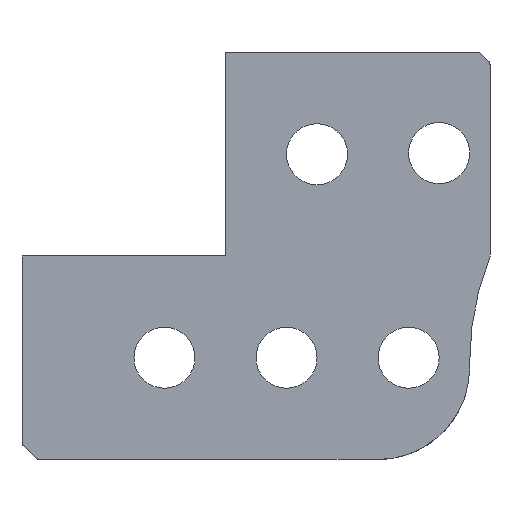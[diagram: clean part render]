
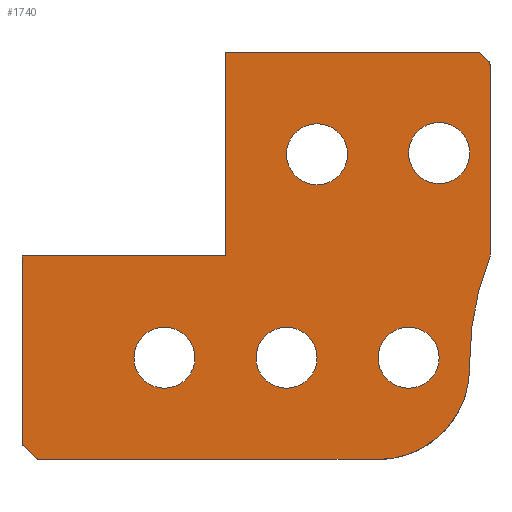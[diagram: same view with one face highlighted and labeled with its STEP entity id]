
A CAD part, left-side view. The second image highlights one B-rep face of the part: STEP entity #1740.
In plain terms, the highlighted planar face has unit normal (-1, 0, 0).
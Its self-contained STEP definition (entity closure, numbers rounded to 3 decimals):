
#138=FACE_BOUND('',#435,.T.);
#139=FACE_BOUND('',#436,.T.);
#140=FACE_BOUND('',#437,.T.);
#141=FACE_BOUND('',#438,.T.);
#142=FACE_BOUND('',#439,.T.);
#209=CIRCLE('',#1892,0.5);
#221=CIRCLE('',#1913,0.5);
#222=CIRCLE('',#1926,9.);
#223=CIRCLE('',#1927,28.5);
#224=CIRCLE('',#1928,0.5);
#225=CIRCLE('',#1929,0.5);
#226=CIRCLE('',#1930,3.);
#227=CIRCLE('',#1931,3.);
#228=CIRCLE('',#1932,3.);
#229=CIRCLE('',#1933,3.);
#230=CIRCLE('',#1934,3.);
#293=FACE_OUTER_BOUND('',#434,.T.);
#434=EDGE_LOOP('',(#1510,#1511,#1512,#1513,#1514,#1515,#1516,#1517,#1518,
#1519,#1520,#1521,#1522,#1523,#1524));
#435=EDGE_LOOP('',(#1525));
#436=EDGE_LOOP('',(#1526));
#437=EDGE_LOOP('',(#1527));
#438=EDGE_LOOP('',(#1528));
#439=EDGE_LOOP('',(#1529));
#558=LINE('',#2834,#700);
#561=LINE('',#2843,#703);
#571=LINE('',#2874,#713);
#572=LINE('',#2876,#714);
#576=LINE('',#2887,#718);
#577=LINE('',#2891,#719);
#578=LINE('',#2895,#720);
#579=LINE('',#2899,#721);
#580=LINE('',#2900,#722);
#700=VECTOR('',#2315,10.);
#703=VECTOR('',#2322,10.);
#713=VECTOR('',#2354,10.);
#714=VECTOR('',#2357,10.);
#718=VECTOR('',#2371,10.);
#719=VECTOR('',#2374,10.);
#720=VECTOR('',#2377,10.);
#721=VECTOR('',#2380,10.);
#722=VECTOR('',#2381,10.);
#851=VERTEX_POINT('',#2790);
#852=VERTEX_POINT('',#2792);
#866=VERTEX_POINT('',#2832);
#869=VERTEX_POINT('',#2840);
#870=VERTEX_POINT('',#2842);
#874=VERTEX_POINT('',#2851);
#875=VERTEX_POINT('',#2853);
#881=VERTEX_POINT('',#2884);
#882=VERTEX_POINT('',#2886);
#883=VERTEX_POINT('',#2888);
#884=VERTEX_POINT('',#2890);
#885=VERTEX_POINT('',#2892);
#886=VERTEX_POINT('',#2894);
#887=VERTEX_POINT('',#2896);
#888=VERTEX_POINT('',#2898);
#889=VERTEX_POINT('',#2901);
#890=VERTEX_POINT('',#2903);
#891=VERTEX_POINT('',#2905);
#892=VERTEX_POINT('',#2907);
#893=VERTEX_POINT('',#2909);
#1055=EDGE_CURVE('',#851,#852,#209,.T.);
#1076=EDGE_CURVE('',#866,#851,#558,.T.);
#1080=EDGE_CURVE('',#870,#869,#561,.T.);
#1085=EDGE_CURVE('',#874,#875,#221,.T.);
#1096=EDGE_CURVE('',#869,#875,#571,.T.);
#1097=EDGE_CURVE('',#852,#874,#572,.T.);
#1101=EDGE_CURVE('',#881,#866,#222,.T.);
#1102=EDGE_CURVE('',#881,#882,#576,.T.);
#1103=EDGE_CURVE('',#883,#882,#223,.T.);
#1104=EDGE_CURVE('',#884,#883,#577,.T.);
#1105=EDGE_CURVE('',#885,#884,#224,.T.);
#1106=EDGE_CURVE('',#886,#885,#578,.T.);
#1107=EDGE_CURVE('',#887,#886,#225,.T.);
#1108=EDGE_CURVE('',#887,#888,#579,.T.);
#1109=EDGE_CURVE('',#888,#870,#580,.T.);
#1110=EDGE_CURVE('',#889,#889,#226,.T.);
#1111=EDGE_CURVE('',#890,#890,#227,.T.);
#1112=EDGE_CURVE('',#891,#891,#228,.T.);
#1113=EDGE_CURVE('',#892,#892,#229,.T.);
#1114=EDGE_CURVE('',#893,#893,#230,.T.);
#1510=ORIENTED_EDGE('',*,*,#1055,.F.);
#1511=ORIENTED_EDGE('',*,*,#1076,.F.);
#1512=ORIENTED_EDGE('',*,*,#1101,.F.);
#1513=ORIENTED_EDGE('',*,*,#1102,.T.);
#1514=ORIENTED_EDGE('',*,*,#1103,.F.);
#1515=ORIENTED_EDGE('',*,*,#1104,.F.);
#1516=ORIENTED_EDGE('',*,*,#1105,.F.);
#1517=ORIENTED_EDGE('',*,*,#1106,.F.);
#1518=ORIENTED_EDGE('',*,*,#1107,.F.);
#1519=ORIENTED_EDGE('',*,*,#1108,.T.);
#1520=ORIENTED_EDGE('',*,*,#1109,.T.);
#1521=ORIENTED_EDGE('',*,*,#1080,.T.);
#1522=ORIENTED_EDGE('',*,*,#1096,.T.);
#1523=ORIENTED_EDGE('',*,*,#1085,.F.);
#1524=ORIENTED_EDGE('',*,*,#1097,.F.);
#1525=ORIENTED_EDGE('',*,*,#1110,.F.);
#1526=ORIENTED_EDGE('',*,*,#1111,.F.);
#1527=ORIENTED_EDGE('',*,*,#1112,.F.);
#1528=ORIENTED_EDGE('',*,*,#1113,.F.);
#1529=ORIENTED_EDGE('',*,*,#1114,.F.);
#1673=PLANE('',#1925);
#1740=ADVANCED_FACE('',(#293,#138,#139,#140,#141,#142),#1673,.F.);
#1892=AXIS2_PLACEMENT_3D('',#2793,#2272,#2273);
#1913=AXIS2_PLACEMENT_3D('',#2854,#2331,#2332);
#1925=AXIS2_PLACEMENT_3D('',#2883,#2367,#2368);
#1926=AXIS2_PLACEMENT_3D('',#2885,#2369,#2370);
#1927=AXIS2_PLACEMENT_3D('',#2889,#2372,#2373);
#1928=AXIS2_PLACEMENT_3D('',#2893,#2375,#2376);
#1929=AXIS2_PLACEMENT_3D('',#2897,#2378,#2379);
#1930=AXIS2_PLACEMENT_3D('',#2902,#2382,#2383);
#1931=AXIS2_PLACEMENT_3D('',#2904,#2384,#2385);
#1932=AXIS2_PLACEMENT_3D('',#2906,#2386,#2387);
#1933=AXIS2_PLACEMENT_3D('',#2908,#2388,#2389);
#1934=AXIS2_PLACEMENT_3D('',#2910,#2390,#2391);
#2272=DIRECTION('center_axis',(1.,0.,0.));
#2273=DIRECTION('ref_axis',(0.,0.383,-0.924));
#2315=DIRECTION('',(0.,1.,0.));
#2322=DIRECTION('',(0.,1.,0.));
#2331=DIRECTION('center_axis',(1.,0.,0.));
#2332=DIRECTION('ref_axis',(0.,0.924,-0.383));
#2354=DIRECTION('',(0.,0.,-1.));
#2357=DIRECTION('',(0.,0.707,0.707));
#2367=DIRECTION('center_axis',(1.,0.,0.));
#2368=DIRECTION('ref_axis',(0.,1.,0.));
#2369=DIRECTION('center_axis',(1.,0.,0.));
#2370=DIRECTION('ref_axis',(0.,-0.707,-0.707));
#2371=DIRECTION('',(0.,0.,1.));
#2372=DIRECTION('center_axis',(-1.,0.,0.));
#2373=DIRECTION('ref_axis',(0.,0.93,0.368));
#2374=DIRECTION('',(0.,0.,-1.));
#2375=DIRECTION('center_axis',(1.,0.,0.));
#2376=DIRECTION('ref_axis',(0.,-0.924,0.383));
#2377=DIRECTION('',(0.,-0.707,-0.707));
#2378=DIRECTION('center_axis',(1.,0.,0.));
#2379=DIRECTION('ref_axis',(0.,-0.383,0.924));
#2380=DIRECTION('',(0.,1.,0.));
#2381=DIRECTION('',(0.,0.,-1.));
#2382=DIRECTION('center_axis',(-1.,0.,0.));
#2383=DIRECTION('ref_axis',(0.,1.,0.));
#2384=DIRECTION('center_axis',(-1.,0.,0.));
#2385=DIRECTION('ref_axis',(0.,1.,0.));
#2386=DIRECTION('center_axis',(-1.,0.,0.));
#2387=DIRECTION('ref_axis',(0.,1.,0.));
#2388=DIRECTION('center_axis',(-1.,0.,0.));
#2389=DIRECTION('ref_axis',(0.,1.,0.));
#2390=DIRECTION('center_axis',(-1.,0.,0.));
#2391=DIRECTION('ref_axis',(0.,1.,0.));
#2790=CARTESIAN_POINT('',(0.,22.293,-20.));
#2792=CARTESIAN_POINT('',(0.,22.646,-19.854));
#2793=CARTESIAN_POINT('Origin',(0.,22.293,-19.5));
#2832=CARTESIAN_POINT('',(0.,-11.,-20.));
#2834=CARTESIAN_POINT('',(0.,-22.,-20.));
#2840=CARTESIAN_POINT('',(0.,24.,0.));
#2842=CARTESIAN_POINT('',(0.,4.,0.));
#2843=CARTESIAN_POINT('',(0.,20.,0.));
#2851=CARTESIAN_POINT('',(0.,23.854,-18.646));
#2853=CARTESIAN_POINT('',(0.,24.,-18.293));
#2854=CARTESIAN_POINT('Origin',(0.,23.5,-18.293));
#2874=CARTESIAN_POINT('',(0.,24.,-4.));
#2876=CARTESIAN_POINT('',(0.,22.,-20.5));
#2883=CARTESIAN_POINT('Origin',(0.,-1.,0.));
#2884=CARTESIAN_POINT('',(0.,-20.,-11.));
#2885=CARTESIAN_POINT('Origin',(0.,-11.,-11.));
#2886=CARTESIAN_POINT('',(0.,-20.,-10.488));
#2887=CARTESIAN_POINT('',(0.,-20.,0.));
#2888=CARTESIAN_POINT('',(0.,-22.,0.));
#2889=CARTESIAN_POINT('Origin',(0.,-48.5,-10.488));
#2890=CARTESIAN_POINT('',(0.,-22.,18.793));
#2891=CARTESIAN_POINT('',(0.,-22.,20.));
#2892=CARTESIAN_POINT('',(0.,-21.854,19.146));
#2893=CARTESIAN_POINT('Origin',(0.,-21.5,18.793));
#2894=CARTESIAN_POINT('',(0.,-21.146,19.854));
#2895=CARTESIAN_POINT('',(0.,-21.25,19.75));
#2896=CARTESIAN_POINT('',(0.,-20.793,20.));
#2897=CARTESIAN_POINT('Origin',(0.,-20.793,19.5));
#2898=CARTESIAN_POINT('',(0.,4.,20.));
#2899=CARTESIAN_POINT('',(0.,0.,20.));
#2900=CARTESIAN_POINT('',(0.,4.,20.));
#2901=CARTESIAN_POINT('',(0.,-8.,10.));
#2902=CARTESIAN_POINT('Origin',(0.,-5.,10.));
#2903=CARTESIAN_POINT('',(0.,-19.999,10.115));
#2904=CARTESIAN_POINT('Origin',(0.,-16.999,10.115));
#2905=CARTESIAN_POINT('',(0.,-17.,-10.));
#2906=CARTESIAN_POINT('Origin',(0.,-14.,-10.));
#2907=CARTESIAN_POINT('',(0.,-5.,-10.));
#2908=CARTESIAN_POINT('Origin',(0.,-2.,-10.));
#2909=CARTESIAN_POINT('',(0.,7.,-10.));
#2910=CARTESIAN_POINT('Origin',(0.,10.,-10.));
